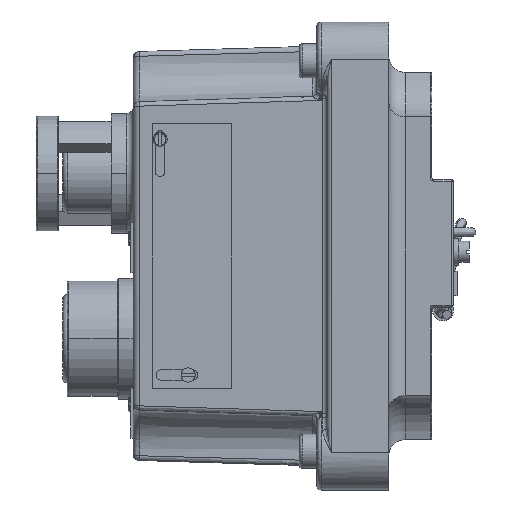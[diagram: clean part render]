
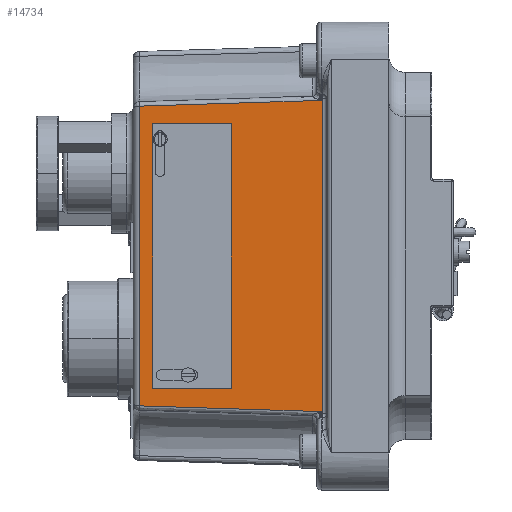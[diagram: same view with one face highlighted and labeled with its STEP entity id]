
A CAD part, left-side view. The second image highlights one B-rep face of the part: STEP entity #14734.
In plain terms, the highlighted planar face has unit normal (-1, 0.03, 0).
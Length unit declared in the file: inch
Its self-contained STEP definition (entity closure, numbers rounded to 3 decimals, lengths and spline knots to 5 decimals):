
#67 =( BOUNDED_CURVE ( )  B_SPLINE_CURVE ( 3, ( #36679, #16342, #22170, #4810 ),
 .UNSPECIFIED., .F., .F. ) 
 B_SPLINE_CURVE_WITH_KNOTS ( ( 4, 4 ),
 ( 5.0328, 5.03384 ),
 .UNSPECIFIED. ) 
 CURVE ( )  GEOMETRIC_REPRESENTATION_ITEM ( )  RATIONAL_B_SPLINE_CURVE ( ( 1., 1., 1., 1. ) ) 
 REPRESENTATION_ITEM ( '' )  );
#181 = CARTESIAN_POINT ( 'NONE',  ( -1.49176, 1.78801, 1.5 ) ) ;
#358 = CARTESIAN_POINT ( 'NONE',  ( -1.52352, 0.74847, -1.78908 ) ) ;
#763 = EDGE_CURVE ( 'NONE', #10464, #36188, #35765, .T. ) ;
#1549 = CARTESIAN_POINT ( 'NONE',  ( -1.52352, 0.74847, 1.78908 ) ) ;
#1669 = CARTESIAN_POINT ( 'NONE',  ( -1.52321, 0.75867, 1.78897 ) ) ;
#2659 = CARTESIAN_POINT ( 'NONE',  ( -1.52296, 0.76683, -1.76543 ) ) ;
#2811 = CARTESIAN_POINT ( 'NONE',  ( -1.48099, 2.14043, -1.72064 ) ) ;
#3076 = CARTESIAN_POINT ( 'NONE',  ( -1.46001, 2.82729, -1.70024 ) ) ;
#3351 = CARTESIAN_POINT ( 'NONE',  ( -1.46458, 2.6776, 1.5 ) ) ;
#4474 = AXIS2_PLACEMENT_3D ( 'NONE', #24029, #6669, #26955 ) ;
#4810 = CARTESIAN_POINT ( 'NONE',  ( -1.52352, 0.74847, -1.78908 ) ) ;
#5048 = CARTESIAN_POINT ( 'NONE',  ( -1.52352, 0.74847, 1.78908 ) ) ;
#5372 = CARTESIAN_POINT ( 'NONE',  ( -1.52299, 0.76581, -1.78892 ) ) ;
#5430 = VERTEX_POINT ( 'NONE', #18582 ) ;
#5591 = ORIENTED_EDGE ( 'NONE', *, *, #23521, .T. ) ;
#5928 = VECTOR ( 'NONE', #17088, 39.37008 ) ;
#6052 = ORIENTED_EDGE ( 'NONE', *, *, #25989, .T. ) ;
#6669 = DIRECTION ( 'NONE',  ( -1., 0.031, 0. ) ) ;
#7016 = FACE_BOUND ( 'NONE', #31340, .T. ) ;
#7352 = VECTOR ( 'NONE', #10051, 39.37008 ) ;
#7362 = EDGE_CURVE ( 'NONE', #34529, #5430, #11416, .T. ) ;
#7442 = CARTESIAN_POINT ( 'NONE',  ( -1.52305, 0.76377, 1.78892 ) ) ;
#7539 = CARTESIAN_POINT ( 'NONE',  ( -1.52296, 0.76683, -1.82623 ) ) ;
#8170 = DIRECTION ( 'NONE',  ( 0., 0., -1. ) ) ;
#8370 = CARTESIAN_POINT ( 'NONE',  ( -1.49176, 1.78801, -1.5 ) ) ;
#8619 = VERTEX_POINT ( 'NONE', #27550 ) ;
#8702 = CARTESIAN_POINT ( 'NONE',  ( -1.50198, 1.4536, 1.74219 ) ) ;
#9058 = B_SPLINE_CURVE_WITH_KNOTS ( 'NONE', 3,
 ( #25538, #5372, #31494, #14098 ),
 .UNSPECIFIED., .F., .F.,
 ( 4, 4 ),
 ( 0., 0.00008 ),
 .UNSPECIFIED. ) ;
#9339 = PLANE ( 'NONE',  #4474 ) ;
#9763 = CARTESIAN_POINT ( 'NONE',  ( -1.49176, 1.78801, -1.5 ) ) ;
#9787 = CARTESIAN_POINT ( 'NONE',  ( -1.52305, 0.76377, -1.78892 ) ) ;
#10051 = DIRECTION ( 'NONE',  ( -0.031, -1., 0. ) ) ;
#10053 = ORIENTED_EDGE ( 'NONE', *, *, #10934, .F. ) ;
#10329 = CARTESIAN_POINT ( 'NONE',  ( -1.52299, 0.76581, 1.78892 ) ) ;
#10430 = CARTESIAN_POINT ( 'NONE',  ( -1.52305, 0.76377, 1.78892 ) ) ;
#10464 = VERTEX_POINT ( 'NONE', #2659 ) ;
#10854 = CARTESIAN_POINT ( 'NONE',  ( -1.52296, 0.76683, -1.78894 ) ) ;
#10934 = EDGE_CURVE ( 'NONE', #5430, #29947, #22756, .T. ) ;
#11230 = VERTEX_POINT ( 'NONE', #358 ) ;
#11416 = LINE ( 'NONE', #33833, #18245 ) ;
#11474 = CARTESIAN_POINT ( 'NONE',  ( -1.52305, 0.76377, 1.78892 ) ) ;
#11535 = CARTESIAN_POINT ( 'NONE',  ( -1.52296, 0.76683, -1.76543 ) ) ;
#11713 = CARTESIAN_POINT ( 'NONE',  ( -1.46001, 2.82729, 1.70024 ) ) ;
#11791 = ORIENTED_EDGE ( 'NONE', *, *, #37743, .T. ) ;
#13423 = ORIENTED_EDGE ( 'NONE', *, *, #18763, .T. ) ;
#14098 = CARTESIAN_POINT ( 'NONE',  ( -1.52305, 0.76377, -1.78892 ) ) ;
#14172 = CARTESIAN_POINT ( 'NONE',  ( -1.46458, 2.6776, 1.5 ) ) ;
#14676 = FACE_OUTER_BOUND ( 'NONE', #35353, .T. ) ;
#14734 = ADVANCED_FACE ( 'NONE', ( #14676, #7016 ), #9339, .T. ) ;
#14994 = CARTESIAN_POINT ( 'NONE',  ( -1.52296, 0.76683, -2.235 ) ) ;
#15341 = VERTEX_POINT ( 'NONE', #9787 ) ;
#16224 = VERTEX_POINT ( 'NONE', #181 ) ;
#16342 = CARTESIAN_POINT ( 'NONE',  ( -1.52321, 0.75867, -1.78897 ) ) ;
#17062 = EDGE_CURVE ( 'NONE', #23626, #10464, #26012, .T. ) ;
#17088 = DIRECTION ( 'NONE',  ( 0.031, 1., 0. ) ) ;
#18142 = LINE ( 'NONE', #29412, #32703 ) ;
#18245 = VECTOR ( 'NONE', #36745, 39.37008 ) ;
#18582 = CARTESIAN_POINT ( 'NONE',  ( -1.46458, 2.6776, -1.5 ) ) ;
#18763 = EDGE_CURVE ( 'NONE', #8619, #23626, #37229, .T. ) ;
#19053 = CARTESIAN_POINT ( 'NONE',  ( -1.52336, 0.75357, 1.78902 ) ) ;
#19355 = VECTOR ( 'NONE', #36483, 39.37008 ) ;
#19982 = ORIENTED_EDGE ( 'NONE', *, *, #763, .T. ) ;
#21393 = CARTESIAN_POINT ( 'NONE',  ( -1.52296, 0.76683, 1.78894 ) ) ;
#22034 = B_SPLINE_CURVE_WITH_KNOTS ( 'NONE', 3,
 ( #23252, #8702, #29113, #11713 ),
 .UNSPECIFIED., .F., .F.,
 ( 4, 4 ),
 ( -0.00123, 0.05115 ),
 .UNSPECIFIED. ) ;
#22170 = CARTESIAN_POINT ( 'NONE',  ( -1.52336, 0.75357, -1.78902 ) ) ;
#22500 =( BOUNDED_CURVE ( )  B_SPLINE_CURVE ( 3, ( #1549, #19053, #1669, #10430 ),
 .UNSPECIFIED., .F., .T. ) 
 B_SPLINE_CURVE_WITH_KNOTS ( ( 4, 4 ),
 ( 1.24934, 1.25039 ),
 .UNSPECIFIED. ) 
 CURVE ( )  GEOMETRIC_REPRESENTATION_ITEM ( )  RATIONAL_B_SPLINE_CURVE ( ( 1., 1., 1., 1. ) ) 
 REPRESENTATION_ITEM ( '' )  );
#22546 = ORIENTED_EDGE ( 'NONE', *, *, #24315, .T. ) ;
#22756 = LINE ( 'NONE', #24506, #7352 ) ;
#22870 = VECTOR ( 'NONE', #28654, 39.37008 ) ;
#23178 = VERTEX_POINT ( 'NONE', #26066 ) ;
#23252 = CARTESIAN_POINT ( 'NONE',  ( -1.52296, 0.76683, 1.76543 ) ) ;
#23484 = EDGE_CURVE ( 'NONE', #36177, #30107, #22500, .T. ) ;
#23521 = EDGE_CURVE ( 'NONE', #36188, #15341, #9058, .T. ) ;
#23529 = VECTOR ( 'NONE', #35341, 39.37008 ) ;
#23571 = VECTOR ( 'NONE', #8170, 39.37008 ) ;
#23580 = DIRECTION ( 'NONE',  ( 0., 0., 1. ) ) ;
#23626 = VERTEX_POINT ( 'NONE', #3076 ) ;
#23800 = LINE ( 'NONE', #8370, #22870 ) ;
#24029 = CARTESIAN_POINT ( 'NONE',  ( -1.525, 0.7, -2.235 ) ) ;
#24315 = EDGE_CURVE ( 'NONE', #23178, #8619, #22034, .T. ) ;
#24506 = CARTESIAN_POINT ( 'NONE',  ( -1.46458, 2.6776, -1.5 ) ) ;
#24824 = ORIENTED_EDGE ( 'NONE', *, *, #23484, .T. ) ;
#25533 = B_SPLINE_CURVE_WITH_KNOTS ( 'NONE', 3,
 ( #7442, #27593, #10329, #30637 ),
 .UNSPECIFIED., .F., .F.,
 ( 4, 4 ),
 ( 0., 0.00008 ),
 .UNSPECIFIED. ) ;
#25538 = CARTESIAN_POINT ( 'NONE',  ( -1.52296, 0.76683, -1.78894 ) ) ;
#25705 = EDGE_CURVE ( 'NONE', #30107, #32498, #25533, .T. ) ;
#25989 = EDGE_CURVE ( 'NONE', #32498, #23178, #31246, .T. ) ;
#26012 = B_SPLINE_CURVE_WITH_KNOTS ( 'NONE', 3,
 ( #31730, #2811, #28934, #11535 ),
 .UNSPECIFIED., .F., .F.,
 ( 4, 4 ),
 ( 0., 0.05239 ),
 .UNSPECIFIED. ) ;
#26066 = CARTESIAN_POINT ( 'NONE',  ( -1.52296, 0.76683, 1.76543 ) ) ;
#26955 = DIRECTION ( 'NONE',  ( -0.031, -1., 0. ) ) ;
#27550 = CARTESIAN_POINT ( 'NONE',  ( -1.46001, 2.82729, 1.70024 ) ) ;
#27593 = CARTESIAN_POINT ( 'NONE',  ( -1.52302, 0.76479, 1.78891 ) ) ;
#28654 = DIRECTION ( 'NONE',  ( 0., 0., 1. ) ) ;
#28934 = CARTESIAN_POINT ( 'NONE',  ( -1.50198, 1.4536, -1.74219 ) ) ;
#29011 = ORIENTED_EDGE ( 'NONE', *, *, #37541, .F. ) ;
#29056 = ORIENTED_EDGE ( 'NONE', *, *, #35885, .F. ) ;
#29113 = CARTESIAN_POINT ( 'NONE',  ( -1.48099, 2.14043, 1.72064 ) ) ;
#29412 = CARTESIAN_POINT ( 'NONE',  ( -1.52352, 0.74847, 1.82708 ) ) ;
#29648 = EDGE_CURVE ( 'NONE', #15341, #11230, #67, .T. ) ;
#29947 = VERTEX_POINT ( 'NONE', #9763 ) ;
#30073 = ORIENTED_EDGE ( 'NONE', *, *, #25705, .T. ) ;
#30107 = VERTEX_POINT ( 'NONE', #11474 ) ;
#30284 = ORIENTED_EDGE ( 'NONE', *, *, #17062, .T. ) ;
#30371 = ORIENTED_EDGE ( 'NONE', *, *, #7362, .F. ) ;
#30637 = CARTESIAN_POINT ( 'NONE',  ( -1.52296, 0.76683, 1.78894 ) ) ;
#31180 = ORIENTED_EDGE ( 'NONE', *, *, #29648, .T. ) ;
#31246 = LINE ( 'NONE', #14994, #23529 ) ;
#31340 = EDGE_LOOP ( 'NONE', ( #10053, #30371, #29011, #29056 ) ) ;
#31494 = CARTESIAN_POINT ( 'NONE',  ( -1.52302, 0.76479, -1.78891 ) ) ;
#31730 = CARTESIAN_POINT ( 'NONE',  ( -1.46001, 2.82729, -1.70024 ) ) ;
#32498 = VERTEX_POINT ( 'NONE', #21393 ) ;
#32703 = VECTOR ( 'NONE', #23580, 39.37008 ) ;
#33833 = CARTESIAN_POINT ( 'NONE',  ( -1.46458, 2.6776, -1.5 ) ) ;
#34529 = VERTEX_POINT ( 'NONE', #3351 ) ;
#35341 = DIRECTION ( 'NONE',  ( 0., 0., -1. ) ) ;
#35353 = EDGE_LOOP ( 'NONE', ( #19982, #5591, #31180, #11791, #24824, #30073, #6052, #22546, #13423, #30284 ) ) ;
#35765 = LINE ( 'NONE', #7539, #19355 ) ;
#35885 = EDGE_CURVE ( 'NONE', #29947, #16224, #23800, .T. ) ;
#36177 = VERTEX_POINT ( 'NONE', #5048 ) ;
#36188 = VERTEX_POINT ( 'NONE', #10854 ) ;
#36483 = DIRECTION ( 'NONE',  ( 0., 0., -1. ) ) ;
#36679 = CARTESIAN_POINT ( 'NONE',  ( -1.52305, 0.76377, -1.78892 ) ) ;
#36745 = DIRECTION ( 'NONE',  ( 0., 0., -1. ) ) ;
#36809 = LINE ( 'NONE', #14172, #5928 ) ;
#37122 = CARTESIAN_POINT ( 'NONE',  ( -1.46001, 2.82729, -1.74889 ) ) ;
#37229 = LINE ( 'NONE', #37122, #23571 ) ;
#37541 = EDGE_CURVE ( 'NONE', #16224, #34529, #36809, .T. ) ;
#37743 = EDGE_CURVE ( 'NONE', #11230, #36177, #18142, .T. ) ;
